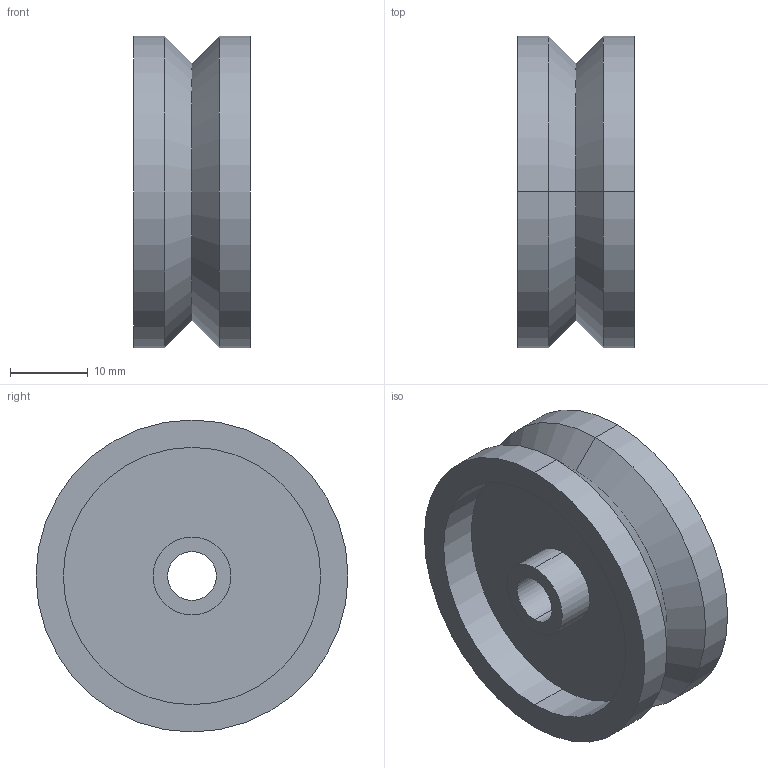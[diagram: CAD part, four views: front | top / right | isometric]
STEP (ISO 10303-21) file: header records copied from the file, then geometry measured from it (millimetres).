
FILE_DESCRIPTION (( 'STEP AP214' ), '1' );
FILE_NAME ('Pulley.STEP', '2025-03-07T10:19:43', ( '' ), ( '' ), 'SwSTEP 2.0', 'SolidWorks 2023', '' );
FILE_SCHEMA (( 'AUTOMOTIVE_DESIGN' ));
Length unit declared in the file: millimetre
Products named in the file (1): Pulley
Bounding box: 15 x 40 x 40 mm (x, y, z)
Volume: 9172.2 mm3; surface area: 6237.8 mm2
Topology: 1 solids, 1 shells, 24 faces, 48 edges, 30 vertices
Faces by surface type: cylinder 14, plane 6, cone 4
Entity records: 661 total; most frequent: DIRECTION 128, CARTESIAN_POINT 103, ORIENTED_EDGE 96, AXIS2_PLACEMENT_3D 55, EDGE_CURVE 48, VERTEX_POINT 30, EDGE_LOOP 30, CIRCLE 30
